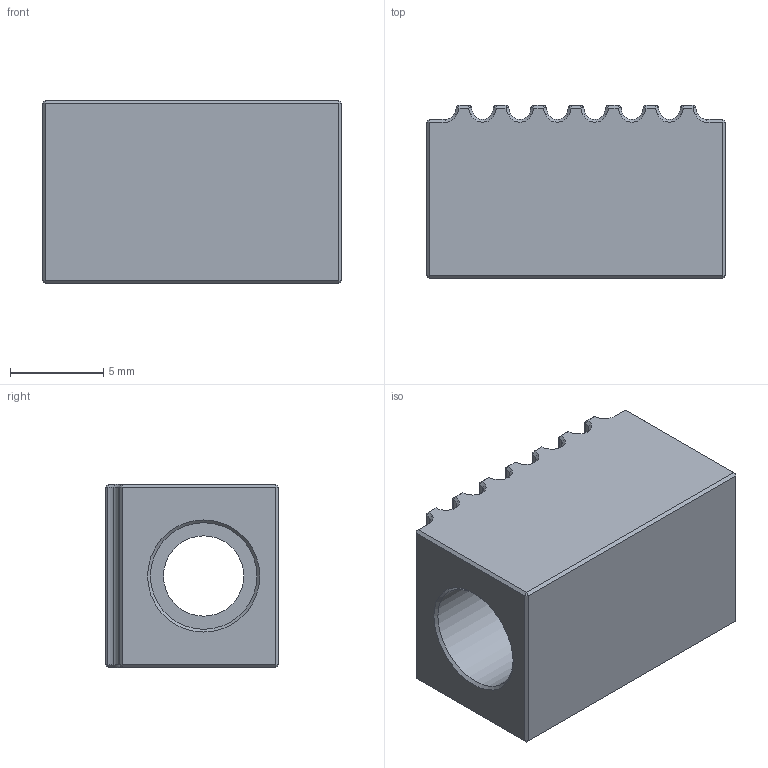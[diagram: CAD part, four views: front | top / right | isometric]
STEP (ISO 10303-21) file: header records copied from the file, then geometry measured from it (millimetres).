
FILE_DESCRIPTION(/* description */ (''),/* implementation_level */ '2;1');
FILE_NAME(/* name */ 'X Tensioner Slider.step',/* time_stamp */ '2024-05-06T20:25:54+08:00',/* author */ (''),/* organization */ (''),/* preprocessor_version */ 'ST-DEVELOPER v20',/* originating_system */ 'Autodesk Translation Framework v12.20.1.177',/* authorisation */ '');
FILE_SCHEMA (('AUTOMOTIVE_DESIGN { 1 0 10303 214 3 1 1 }'));
Length unit declared in the file: millimetre
Products named in the file (1): X Tensioner Slider
Bounding box: 16 x 9.25 x 9.8 mm (x, y, z)
Volume: 1062.4 mm3; surface area: 1027.3 mm2
Topology: 1 solids, 1 shells, 163 faces, 366 edges, 178 vertices
Faces by surface type: cone 74, plane 51, cylinder 38
Full cylindrical faces by diameter (mm): 4.3 x1, 5.7 x1
Entity records: 4202 total; most frequent: DIRECTION 788, CARTESIAN_POINT 680, ORIENTED_EDGE 676, EDGE_CURVE 338, AXIS2_PLACEMENT_3D 286, LINE 216, VECTOR 216, VERTEX_POINT 178
